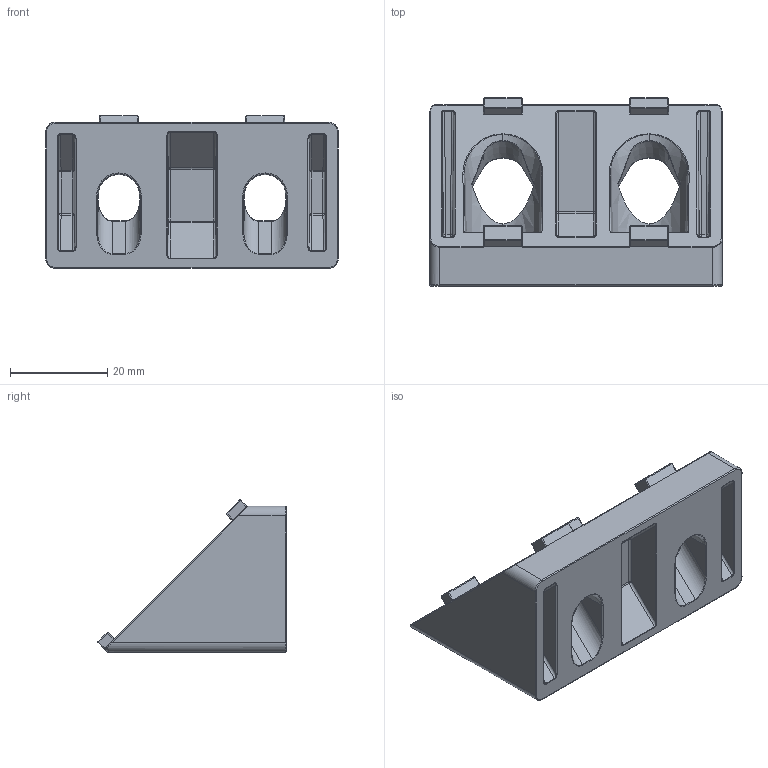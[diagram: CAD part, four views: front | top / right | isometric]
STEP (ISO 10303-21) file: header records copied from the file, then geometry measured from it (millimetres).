
FILE_DESCRIPTION (( 'STEP AP203' ), '1' );
FILE_NAME ('151188.step', '2021-06-03T16:33:24', ( '' ), ( '' ), 'SwSTEP 2.0', 'SolidWorks 2021', '' );
FILE_SCHEMA (( 'CONFIG_CONTROL_DESIGN' ));
Length unit declared in the file: millimetre
Products named in the file (1): 151188
Bounding box: 60 x 38.62 x 31.33 mm (x, y, z)
Volume: 22899.4 mm3; surface area: 12862 mm2
Topology: 1 solids, 1 shells, 401 faces, 949 edges, 522 vertices
Faces by surface type: cylinder 166, bspline 80, plane 75, sphere 44, torus 24, cone 12
Entity records: 13731 total; most frequent: CARTESIAN_POINT 5305, ORIENTED_EDGE 1826, DIRECTION 1699, EDGE_CURVE 913, AXIS2_PLACEMENT_3D 666, VERTEX_POINT 518, EDGE_LOOP 413, ADVANCED_FACE 401
